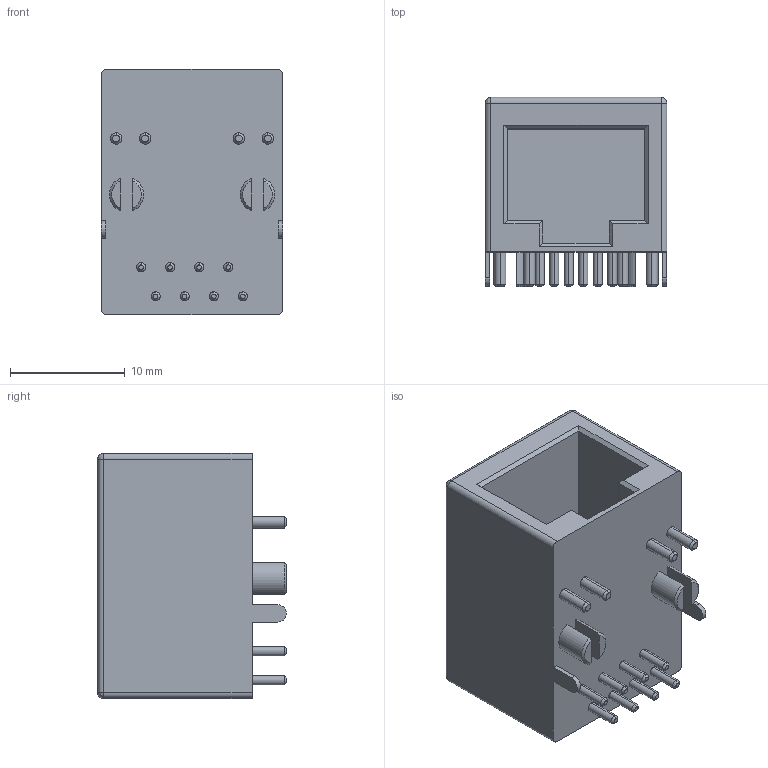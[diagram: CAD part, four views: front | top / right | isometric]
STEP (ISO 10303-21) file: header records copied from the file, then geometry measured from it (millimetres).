
FILE_DESCRIPTION (( 'STEP AP214' ), '1' );
FILE_NAME ('C2A8B561-9617-41E5-8B73-9DECBAD1BEEE.STEP', '2023-01-02T12:44:09', ( '' ), ( '' ), 'SwSTEP 2.0', 'SolidWorks 2022', '' );
FILE_SCHEMA (( 'AUTOMOTIVE_DESIGN' ));
Length unit declared in the file: millimetre
Products named in the file (1): C2A8B561-9617-41E5-8B73-9DECBAD1BEEE
Bounding box: 15.88 x 16.5 x 21.4 mm (x, y, z)
Volume: 3013.7 mm3; surface area: 2501.8 mm2
Topology: 1 solids, 1 shells, 119 faces, 260 edges, 156 vertices
Faces by surface type: plane 49, cylinder 38, cone 28, bspline 4
Entity records: 4597 total; most frequent: CARTESIAN_POINT 616, DIRECTION 584, ORIENTED_EDGE 512, EDGE_CURVE 256, AXIS2_PLACEMENT_3D 220, VERTEX_POINT 156, VECTOR 144, LINE 144
